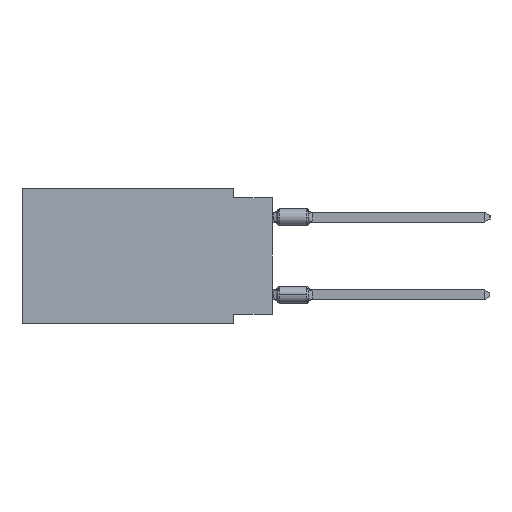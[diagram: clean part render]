
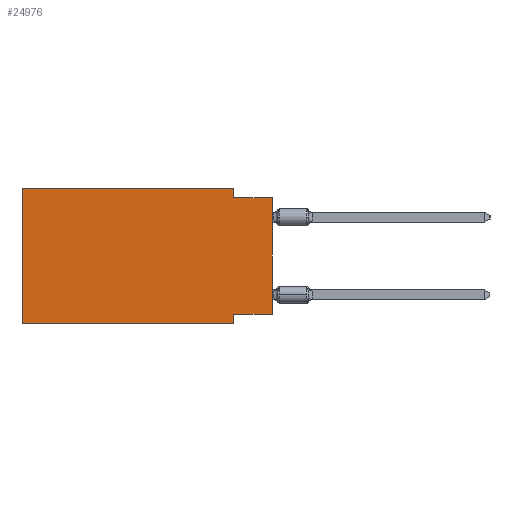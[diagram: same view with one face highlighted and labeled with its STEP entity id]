
A CAD part, left-side view. The second image highlights one B-rep face of the part: STEP entity #24976.
In plain terms, the highlighted planar face has unit normal (-1, 0, 0).
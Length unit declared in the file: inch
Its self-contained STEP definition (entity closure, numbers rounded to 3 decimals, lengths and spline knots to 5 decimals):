
#234 = VECTOR ( 'NONE', #8195, 39.37008 ) ;
#275 = VECTOR ( 'NONE', #28555, 39.37008 ) ;
#2799 = DIRECTION ( 'NONE',  ( 0., 0., -1. ) ) ;
#3780 = ORIENTED_EDGE ( 'NONE', *, *, #29783, .F. ) ;
#4921 = CARTESIAN_POINT ( 'NONE',  ( 0., 0., -0.025 ) ) ;
#5388 = DIRECTION ( 'NONE',  ( 0., -1., 0. ) ) ;
#5902 = CARTESIAN_POINT ( 'NONE',  ( 0., 0.1, -0.325 ) ) ;
#6245 = DIRECTION ( 'NONE',  ( 1., 0., 0. ) ) ;
#6533 = CARTESIAN_POINT ( 'NONE',  ( 0., 0.1, 0. ) ) ;
#6974 = LINE ( 'NONE', #14397, #275 ) ;
#8195 = DIRECTION ( 'NONE',  ( 0., -1., 0. ) ) ;
#8740 = EDGE_LOOP ( 'NONE', ( #32070, #13055, #10778, #25990, #3780, #10342, #33374, #30887 ) ) ;
#9791 = DIRECTION ( 'NONE',  ( 0., 0., 1. ) ) ;
#10342 = ORIENTED_EDGE ( 'NONE', *, *, #24794, .T. ) ;
#10733 = CARTESIAN_POINT ( 'NONE',  ( 0., 0.1, -0.025 ) ) ;
#10778 = ORIENTED_EDGE ( 'NONE', *, *, #38186, .F. ) ;
#13055 = ORIENTED_EDGE ( 'NONE', *, *, #35259, .F. ) ;
#13257 = LINE ( 'NONE', #45864, #16774 ) ;
#13726 = VERTEX_POINT ( 'NONE', #10733 ) ;
#14397 = CARTESIAN_POINT ( 'NONE',  ( 0., 0.645, -0.35 ) ) ;
#15609 = LINE ( 'NONE', #25365, #234 ) ;
#16774 = VECTOR ( 'NONE', #31368, 39.37008 ) ;
#17620 = CARTESIAN_POINT ( 'NONE',  ( 0., 0.1, -0.35 ) ) ;
#18177 = VECTOR ( 'NONE', #35983, 39.37008 ) ;
#18822 = VECTOR ( 'NONE', #30179, 39.37008 ) ;
#21357 = VERTEX_POINT ( 'NONE', #22809 ) ;
#22809 = CARTESIAN_POINT ( 'NONE',  ( 0., 0.645, -0.35 ) ) ;
#23031 = CARTESIAN_POINT ( 'NONE',  ( 0., 0.645, 0. ) ) ;
#23192 = CARTESIAN_POINT ( 'NONE',  ( 0., 0.645, 0. ) ) ;
#23935 = CARTESIAN_POINT ( 'NONE',  ( 0., 0.1, 0. ) ) ;
#24794 = EDGE_CURVE ( 'NONE', #21357, #31032, #6974, .T. ) ;
#24976 = ADVANCED_FACE ( 'NONE', ( #34783 ), #33865, .F. ) ;
#25365 = CARTESIAN_POINT ( 'NONE',  ( 0., 0.645, 0. ) ) ;
#25990 = ORIENTED_EDGE ( 'NONE', *, *, #35077, .F. ) ;
#27087 = VECTOR ( 'NONE', #2799, 39.37008 ) ;
#28151 = VERTEX_POINT ( 'NONE', #5902 ) ;
#28555 = DIRECTION ( 'NONE',  ( 0., -1., 0. ) ) ;
#29783 = EDGE_CURVE ( 'NONE', #21357, #38552, #30003, .T. ) ;
#29819 = CARTESIAN_POINT ( 'NONE',  ( 0., 0., -0.325 ) ) ;
#29922 = VERTEX_POINT ( 'NONE', #6533 ) ;
#30003 = LINE ( 'NONE', #23031, #31878 ) ;
#30179 = DIRECTION ( 'NONE',  ( 0., 1., 0. ) ) ;
#30887 = ORIENTED_EDGE ( 'NONE', *, *, #43319, .F. ) ;
#31032 = VERTEX_POINT ( 'NONE', #41706 ) ;
#31051 = DIRECTION ( 'NONE',  ( 0., 0., -1. ) ) ;
#31368 = DIRECTION ( 'NONE',  ( 0., 0., 1. ) ) ;
#31878 = VECTOR ( 'NONE', #9791, 39.37008 ) ;
#32070 = ORIENTED_EDGE ( 'NONE', *, *, #41163, .T. ) ;
#33374 = ORIENTED_EDGE ( 'NONE', *, *, #44733, .F. ) ;
#33865 = PLANE ( 'NONE',  #44875 ) ;
#33880 = VERTEX_POINT ( 'NONE', #29819 ) ;
#34783 = FACE_OUTER_BOUND ( 'NONE', #8740, .T. ) ;
#35077 = EDGE_CURVE ( 'NONE', #38552, #29922, #15609, .T. ) ;
#35259 = EDGE_CURVE ( 'NONE', #13726, #44454, #41626, .T. ) ;
#35983 = DIRECTION ( 'NONE',  ( 0., 0., -1. ) ) ;
#37396 = CARTESIAN_POINT ( 'NONE',  ( 0., 0., -0.325 ) ) ;
#38022 = VECTOR ( 'NONE', #5388, 39.37008 ) ;
#38111 = LINE ( 'NONE', #23935, #27087 ) ;
#38186 = EDGE_CURVE ( 'NONE', #29922, #13726, #38111, .T. ) ;
#38549 = LINE ( 'NONE', #17620, #18177 ) ;
#38552 = VERTEX_POINT ( 'NONE', #40234 ) ;
#40234 = CARTESIAN_POINT ( 'NONE',  ( 0., 0.645, 0. ) ) ;
#41163 = EDGE_CURVE ( 'NONE', #33880, #44454, #13257, .T. ) ;
#41626 = LINE ( 'NONE', #44890, #38022 ) ;
#41706 = CARTESIAN_POINT ( 'NONE',  ( 0., 0.1, -0.35 ) ) ;
#43319 = EDGE_CURVE ( 'NONE', #33880, #28151, #45096, .T. ) ;
#44454 = VERTEX_POINT ( 'NONE', #4921 ) ;
#44733 = EDGE_CURVE ( 'NONE', #28151, #31032, #38549, .T. ) ;
#44875 = AXIS2_PLACEMENT_3D ( 'NONE', #23192, #6245, #31051 ) ;
#44890 = CARTESIAN_POINT ( 'NONE',  ( 0., 0., -0.025 ) ) ;
#45096 = LINE ( 'NONE', #37396, #18822 ) ;
#45864 = CARTESIAN_POINT ( 'NONE',  ( 0., 0., 0. ) ) ;
